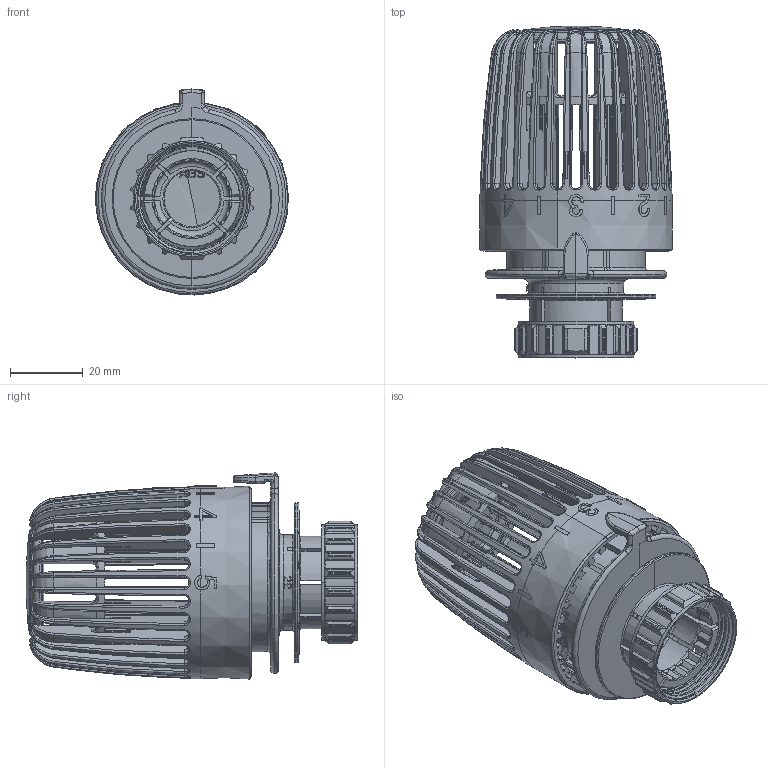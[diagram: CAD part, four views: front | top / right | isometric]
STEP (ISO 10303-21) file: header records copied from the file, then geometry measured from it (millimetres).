
FILE_DESCRIPTION((''),'2;1');
FILE_NAME('6510-00-500-30-HGZ_SW0001','2016-06-07T',('marann'),(''),'PRO/ENGINEER BY PARAMETRIC TECHNOLOGY CORPORATION, 2011490','PRO/ENGINEER BY PARAMETRIC TECHNOLOGY CORPORATION, 2011490','');
FILE_SCHEMA(('CONFIG_CONTROL_DESIGN'));
Length unit declared in the file: millimetre
Products named in the file (1): 6510-00-500-30-HGZ_SW0001
Bounding box: 53.2 x 91.17 x 56.62 mm (x, y, z)
Volume: 37506 mm3; surface area: 49563.6 mm2
Topology: 12 solids, 13 shells, 3284 faces, 9217 edges, 5910 vertices
Faces by surface type: plane 1364, cylinder 724, bspline 538, torus 344, cone 283, sphere 31
Entity records: 145697 total; most frequent: CARTESIAN_POINT 67851, ORIENTED_EDGE 18426, DIRECTION 13707, EDGE_CURVE 9213, VERTEX_POINT 5910, AXIS2_PLACEMENT_3D 5233, B_SPLINE_CURVE_WITH_KNOTS 3486, EDGE_LOOP 3343
